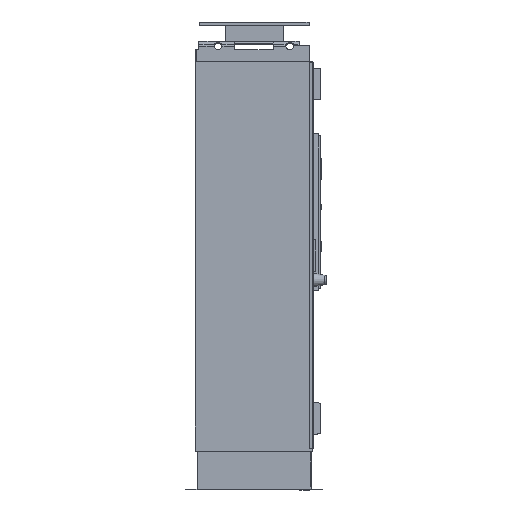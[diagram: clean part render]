
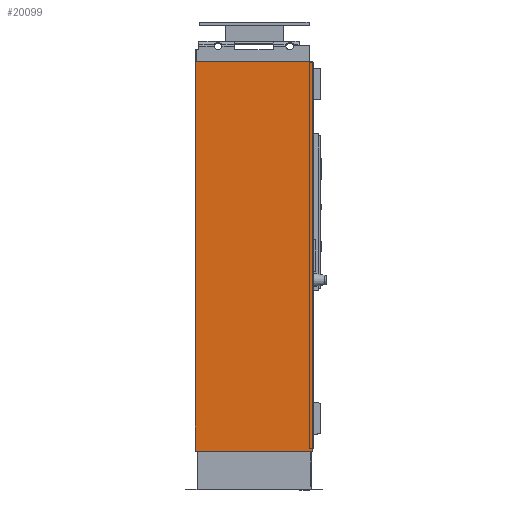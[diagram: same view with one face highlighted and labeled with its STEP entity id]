
A CAD part, left-side view. The second image highlights one B-rep face of the part: STEP entity #20099.
In plain terms, the highlighted planar face has unit normal (-1, 0, 0).
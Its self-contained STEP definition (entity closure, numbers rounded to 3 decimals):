
#20099=ADVANCED_FACE('',(#24984),#22514,.T.);
#22514=PLANE('',#74437);
#24984=FACE_OUTER_BOUND('',#28649,.T.);
#28649=EDGE_LOOP('',(#40871,#40872,#40873,#40874));
#40871=ORIENTED_EDGE('',*,*,#56410,.F.);
#40872=ORIENTED_EDGE('',*,*,#56408,.T.);
#40873=ORIENTED_EDGE('',*,*,#56411,.F.);
#40874=ORIENTED_EDGE('',*,*,#56412,.F.);
#49312=VERTEX_POINT('',#106900);
#49313=VERTEX_POINT('',#106902);
#49314=VERTEX_POINT('',#106906);
#49315=VERTEX_POINT('',#106908);
#56408=EDGE_CURVE('',#49313,#49312,#63065,.T.);
#56410=EDGE_CURVE('',#49313,#49314,#63067,.T.);
#56411=EDGE_CURVE('',#49315,#49312,#63068,.T.);
#56412=EDGE_CURVE('',#49314,#49315,#63069,.T.);
#63065=LINE('',#106901,#69565);
#63067=LINE('',#106905,#69567);
#63068=LINE('',#106907,#69568);
#63069=LINE('',#106909,#69569);
#69565=VECTOR('',#86063,1.);
#69567=VECTOR('',#86067,1.);
#69568=VECTOR('',#86068,1.);
#69569=VECTOR('',#86069,1.);
#74437=AXIS2_PLACEMENT_3D('',#106910,#86070,#86071);
#86063=DIRECTION('',(0.,0.,-1.));
#86067=DIRECTION('',(0.,-1.,0.));
#86068=DIRECTION('',(0.,1.,0.));
#86069=DIRECTION('',(0.,0.,-1.));
#86070=DIRECTION('',(-1.,0.,0.));
#86071=DIRECTION('',(0.,0.,1.));
#106900=CARTESIAN_POINT('',(-1750.,600.,-100.));
#106901=CARTESIAN_POINT('',(-1750.,600.,1932.5));
#106902=CARTESIAN_POINT('',(-1750.,600.,1899.5));
#106905=CARTESIAN_POINT('',(-1750.,600.,1899.5));
#106906=CARTESIAN_POINT('',(-1750.,0.,1899.5));
#106907=CARTESIAN_POINT('',(-1750.,600.,-100.));
#106908=CARTESIAN_POINT('',(-1750.,0.,-100.));
#106909=CARTESIAN_POINT('',(-1750.,0.,0.));
#106910=CARTESIAN_POINT('',(-1750.,300.,1932.5));
